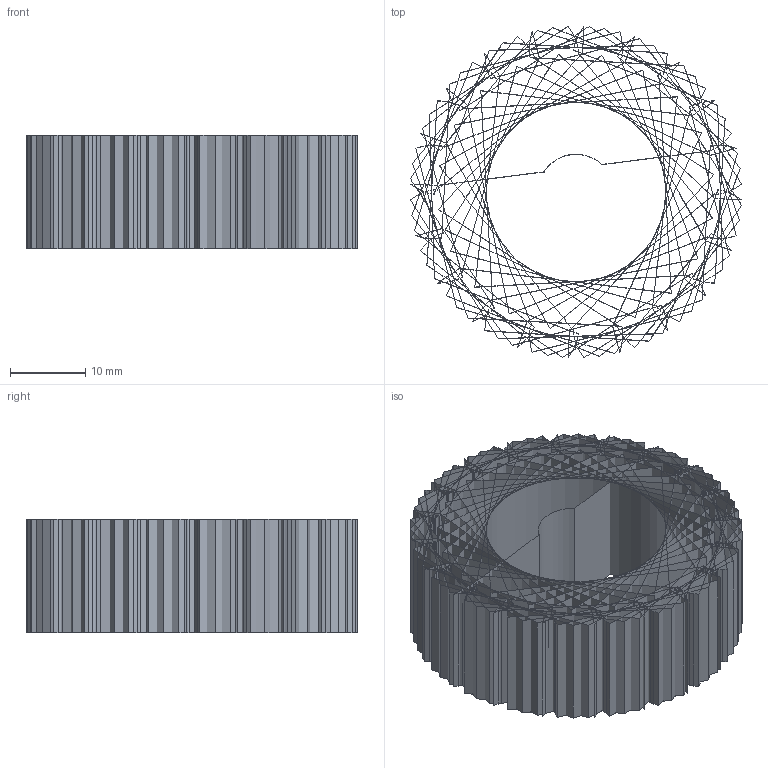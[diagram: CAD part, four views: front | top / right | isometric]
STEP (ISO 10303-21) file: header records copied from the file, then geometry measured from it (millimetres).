
FILE_DESCRIPTION(('Open CASCADE Model'),'2;1');
FILE_NAME('Open CASCADE Shape Model','2026-02-25T18:36:20',('Author'),( 'Open CASCADE'),'Open CASCADE STEP processor 7.8','build123d', 'Unknown');
FILE_SCHEMA(('AUTOMOTIVE_DESIGN { 1 0 10303 214 1 1 1 1 }'));
Length unit declared in the file: millimetre
Products named in the file (1): COMPOUND
Bounding box: 43.95 x 43.95 x 15 mm (x, y, z)
Surface area: 26254 mm2
Topology: 1 solids, 1 shells, 543 faces, 2623 edges, 1582 vertices
Faces by surface type: plane 542, cylinder 1
Entity records: 38990 total; most frequent: CARTESIAN_POINT 6511, DIRECTION 5953, LINE 4861, VECTOR 4861, ORIENTED_EDGE 3246, PCURVE 3246, DEFINITIONAL_REPRESENTATION 3246, EDGE_CURVE 1623
